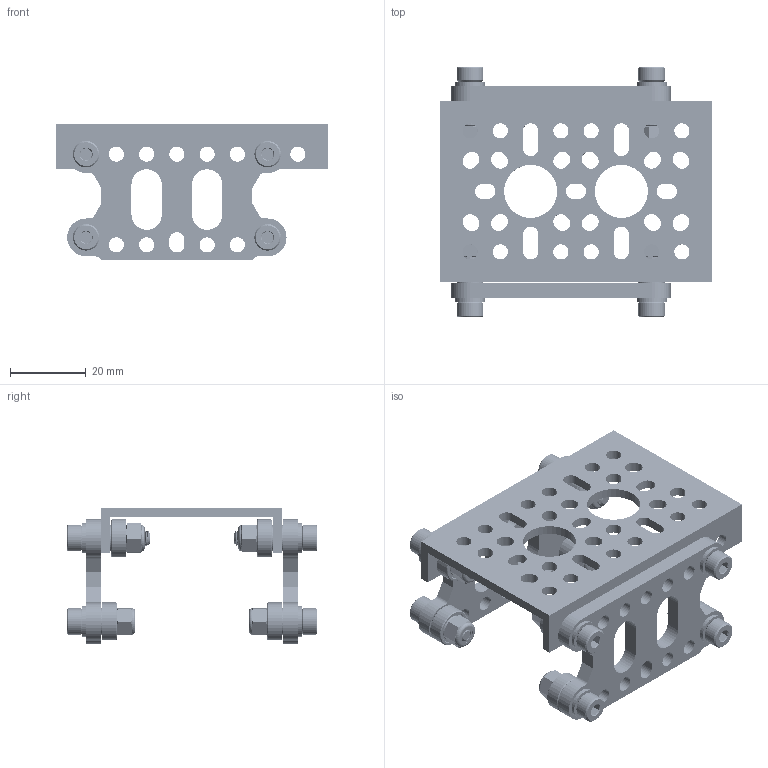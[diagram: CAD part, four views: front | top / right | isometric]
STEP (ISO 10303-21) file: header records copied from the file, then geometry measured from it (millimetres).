
FILE_DESCRIPTION (( 'STEP AP203' ), '1' );
FILE_NAME ('3210-0001-0005 assembly.STEP', '2019-10-23T16:36:25', ( '' ), ( '' ), 'SwSTEP 2.0', 'SolidWorks 2016', '' );
FILE_SCHEMA (( 'CONFIG_CONTROL_DESIGN' ));
Length unit declared in the file: millimetre
Products named in the file (9): 1121-0002-0072; 3705-0001-0001; 2812-0004-0007_90576A103; 2800-0004-0014_90128A207; 1600-0410-0004; 2800-0004-0018_90128A207; 2807-0407-0250; 2801-0004-0008_91166A230; 3210-0001-0005 assembly
Assembly tree (45 placements, depth 2):
  3210-0001-0005 assembly
    3705-0001-0001  x2
    1600-0410-0004  x8
    2800-0004-0014_90128A207  x4
    2800-0004-0018_90128A207  x4
    2801-0004-0008_91166A230  x8
    2807-0407-0250  x10
    2812-0004-0007_90576A103  x8
    1121-0002-0072
Bounding box: 72 x 66.25 x 36 mm (x, y, z)
Volume: 25171.9 mm3; surface area: 30294 mm2
Topology: 61 solids, 61 shells, 2554 faces, 6368 edges, 4048 vertices
Faces by surface type: cylinder 1442, plane 440, cone 432, torus 208, bspline 32
Entity records: 28938 total; most frequent: CARTESIAN_POINT 11736, ORIENTED_EDGE 3370, DIRECTION 3095, EDGE_CURVE 1685, AXIS2_PLACEMENT_3D 1213, VERTEX_POINT 1093, EDGE_LOOP 784, LINE 669
